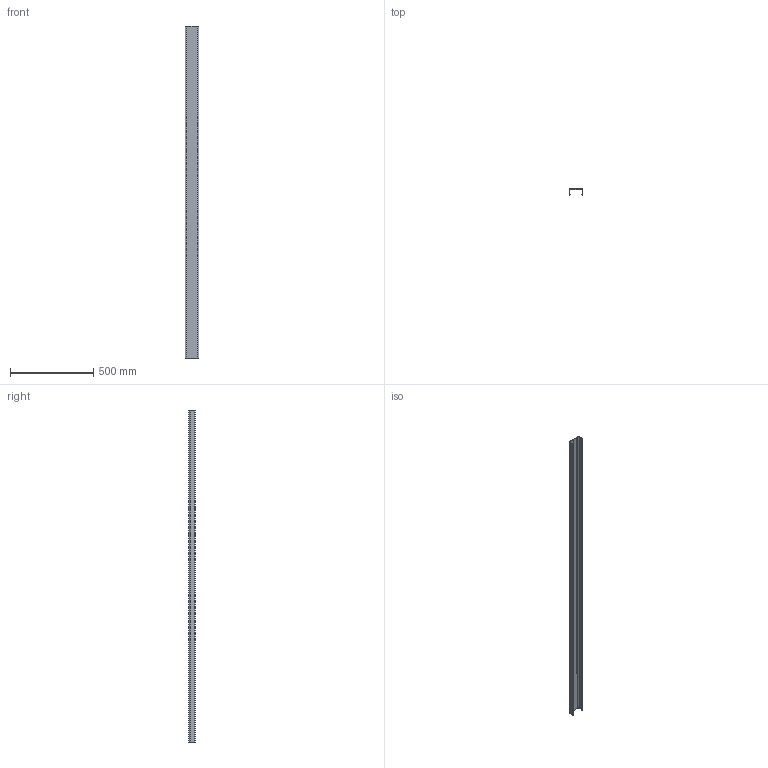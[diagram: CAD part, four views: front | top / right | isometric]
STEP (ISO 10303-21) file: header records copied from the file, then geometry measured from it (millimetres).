
FILE_DESCRIPTION((''),'2;1');
FILE_NAME('003903202_ES-PZM_6_ASM','2025-03-17T07:27:22',('klemen.sitar'),('Audax d.o.o.'),'CREO PARAMETRIC BY PTC INC, 2021304','CREO PARAMETRIC BY PTC INC, 2021304','');
FILE_SCHEMA(('AP242_MANAGED_MODEL_BASED_3D_ENGINEERING_MIM_LF { 1 0 10303 442 1 1 4 }'));
Length unit declared in the file: millimetre
Products named in the file (2): PZM_6-7720_1; 003903202_ES-PZM_6_ASM
Assembly tree (1 placements, depth 2):
  003903202_ES-PZM_6_ASM
    PZM_6-7720_1
Bounding box: 83.79 x 36.4 x 2000 mm (x, y, z)
Volume: 744043.4 mm3; surface area: 596114.3 mm2
Topology: 1 solids, 1 shells, 25 faces, 75 edges, 52 vertices
Faces by surface type: plane 19, cylinder 6
Entity records: 1205 total; most frequent: CARTESIAN_POINT 168, ORIENTED_EDGE 150, DIRECTION 140, PRESENTATION_STYLE_ASSIGNMENT 76, STYLED_ITEM 76, CURVE_STYLE 75, EDGE_CURVE 75, VECTOR 60
